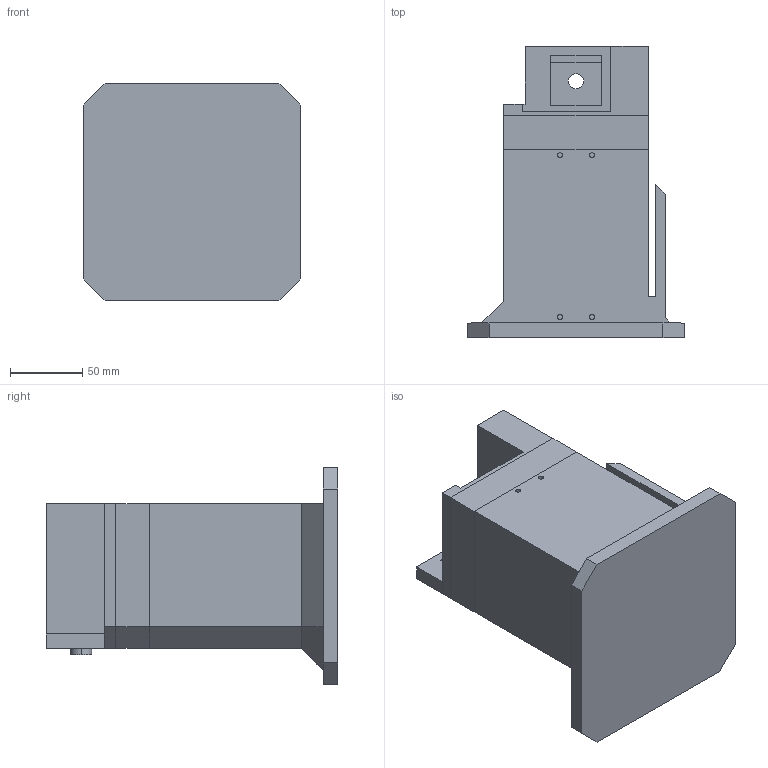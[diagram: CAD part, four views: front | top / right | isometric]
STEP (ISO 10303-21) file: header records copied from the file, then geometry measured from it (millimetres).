
FILE_DESCRIPTION (( 'STEP AP214' ), '1' );
FILE_NAME ('Middle_Chassis_v2_UpperChassis_v1.STEP', '2025-04-03T03:54:12', ( '' ), ( '' ), 'SwSTEP 2.0', 'SolidWorks 2023', '' );
FILE_SCHEMA (( 'AUTOMOTIVE_DESIGN' ));
Length unit declared in the file: millimetre
Products named in the file (4): BasePrototype; Part2^MASTER-ASSEMBLY; Part1^MASTER-ASSEMBLY; Middle_Chassis_v2_UpperChassis_v1
Assembly tree (3 placements, depth 2):
  Middle_Chassis_v2_UpperChassis_v1
    BasePrototype
    Part1^MASTER-ASSEMBLY
    Part2^MASTER-ASSEMBLY
Bounding box: 150 x 201 x 150 mm (x, y, z)
Volume: 1688628.4 mm3; surface area: 183084.1 mm2
Topology: 3 solids, 3 shells, 138 faces, 330 edges, 215 vertices
Faces by surface type: plane 99, cylinder 39
Entity records: 4117 total; most frequent: DIRECTION 696, CARTESIAN_POINT 689, ORIENTED_EDGE 660, EDGE_CURVE 330, LINE 252, VECTOR 252, AXIS2_PLACEMENT_3D 222, VERTEX_POINT 215
